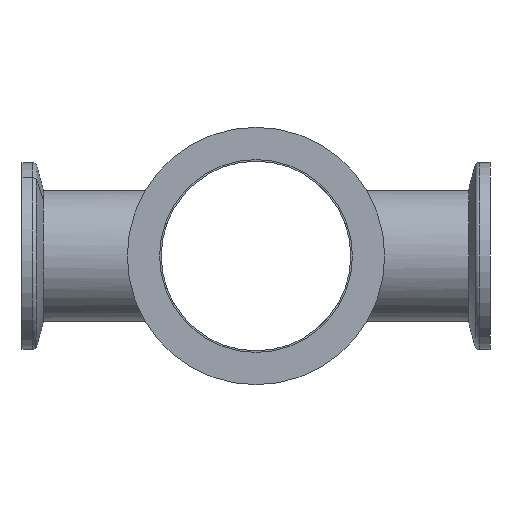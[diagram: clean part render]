
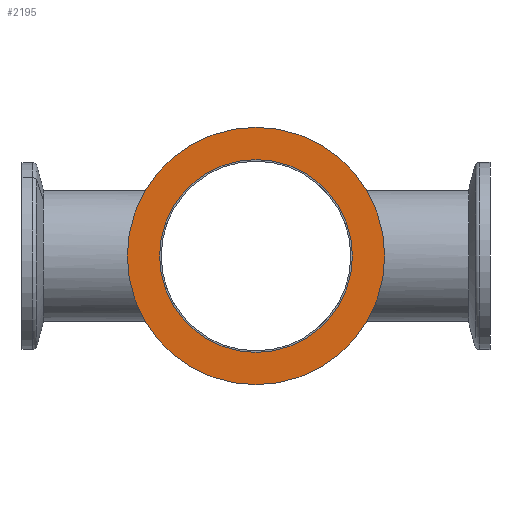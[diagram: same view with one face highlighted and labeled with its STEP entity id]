
A CAD part, left-side view. The second image highlights one B-rep face of the part: STEP entity #2195.
In plain terms, the highlighted face is planar.
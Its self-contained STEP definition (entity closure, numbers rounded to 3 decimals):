
#113 = DIRECTION ( 'NONE',  ( 0., -1., 0. ) ) ;
#118 = EDGE_CURVE ( 'NONE', #2730, #1307, #868, .T. ) ;
#180 = AXIS2_PLACEMENT_3D ( 'NONE', #1656, #113, #1435 ) ;
#402 = CARTESIAN_POINT ( 'NONE',  ( 0., 0., 0. ) ) ;
#450 = EDGE_LOOP ( 'NONE', ( #2639, #1366 ) ) ;
#513 = CARTESIAN_POINT ( 'NONE',  ( 0., 0., 20.6 ) ) ;
#536 = VERTEX_POINT ( 'NONE', #1010 ) ;
#658 = CARTESIAN_POINT ( 'NONE',  ( 0., 0., -20.6 ) ) ;
#690 = FACE_BOUND ( 'NONE', #2051, .T. ) ;
#695 = VERTEX_POINT ( 'NONE', #2618 ) ;
#758 = EDGE_CURVE ( 'NONE', #536, #695, #2101, .T. ) ;
#764 = FACE_OUTER_BOUND ( 'NONE', #450, .T. ) ;
#868 = CIRCLE ( 'NONE', #180, 20.6 ) ;
#873 = AXIS2_PLACEMENT_3D ( 'NONE', #1443, #1284, #1273 ) ;
#917 = EDGE_CURVE ( 'NONE', #695, #536, #1802, .T. ) ;
#927 = EDGE_CURVE ( 'NONE', #1307, #2730, #1767, .T. ) ;
#987 = CARTESIAN_POINT ( 'NONE',  ( 0., 0., 0. ) ) ;
#1010 = CARTESIAN_POINT ( 'NONE',  ( 0., 0., -27.5 ) ) ;
#1097 = DIRECTION ( 'NONE',  ( 0., 0., -1. ) ) ;
#1170 = CARTESIAN_POINT ( 'NONE',  ( 0., 0., 0. ) ) ;
#1273 = DIRECTION ( 'NONE',  ( 0., 0., 1. ) ) ;
#1284 = DIRECTION ( 'NONE',  ( 0., 1., 0. ) ) ;
#1305 = PLANE ( 'NONE',  #873 ) ;
#1307 = VERTEX_POINT ( 'NONE', #658 ) ;
#1348 = DIRECTION ( 'NONE',  ( 0., -1., 0. ) ) ;
#1366 = ORIENTED_EDGE ( 'NONE', *, *, #917, .T. ) ;
#1435 = DIRECTION ( 'NONE',  ( 0., 0., -1. ) ) ;
#1443 = CARTESIAN_POINT ( 'NONE',  ( 0., 0., 20.6 ) ) ;
#1641 = ORIENTED_EDGE ( 'NONE', *, *, #118, .F. ) ;
#1656 = CARTESIAN_POINT ( 'NONE',  ( 0., 0., 0. ) ) ;
#1672 = DIRECTION ( 'NONE',  ( 0., -1., 0. ) ) ;
#1686 = DIRECTION ( 'NONE',  ( 0., -1., 0. ) ) ;
#1767 = CIRCLE ( 'NONE', #2482, 20.6 ) ;
#1802 = CIRCLE ( 'NONE', #2323, 27.5 ) ;
#1865 = DIRECTION ( 'NONE',  ( 0., 0., -1. ) ) ;
#1915 = DIRECTION ( 'NONE',  ( 0., 0., -1. ) ) ;
#2051 = EDGE_LOOP ( 'NONE', ( #2484, #1641 ) ) ;
#2101 = CIRCLE ( 'NONE', #2569, 27.5 ) ;
#2195 = ADVANCED_FACE ( 'NONE', ( #690, #764 ), #1305, .F. ) ;
#2323 = AXIS2_PLACEMENT_3D ( 'NONE', #987, #1672, #1915 ) ;
#2482 = AXIS2_PLACEMENT_3D ( 'NONE', #402, #1686, #1865 ) ;
#2484 = ORIENTED_EDGE ( 'NONE', *, *, #927, .F. ) ;
#2569 = AXIS2_PLACEMENT_3D ( 'NONE', #1170, #1348, #1097 ) ;
#2618 = CARTESIAN_POINT ( 'NONE',  ( 0., 0., 27.5 ) ) ;
#2639 = ORIENTED_EDGE ( 'NONE', *, *, #758, .T. ) ;
#2730 = VERTEX_POINT ( 'NONE', #513 ) ;
